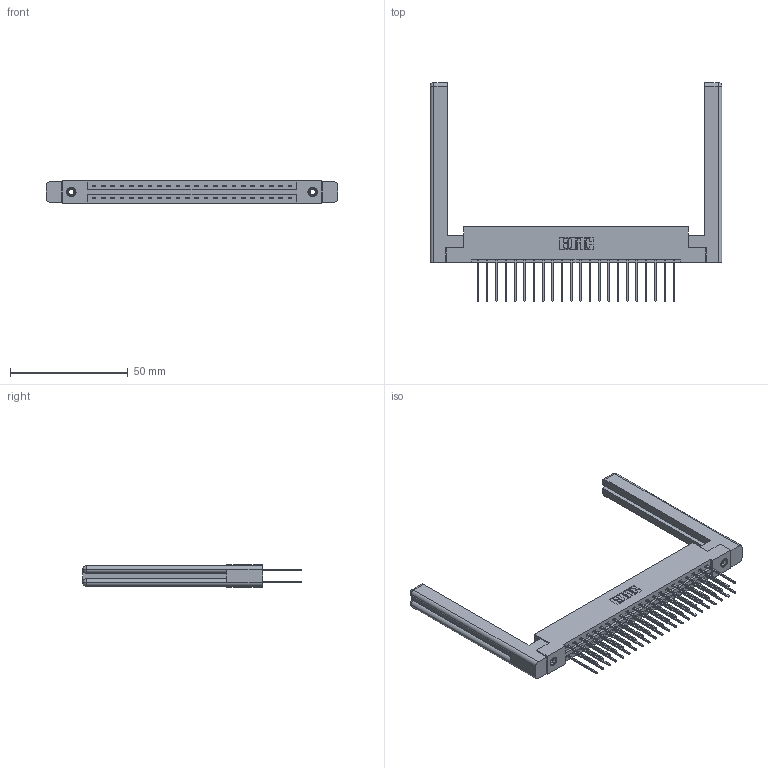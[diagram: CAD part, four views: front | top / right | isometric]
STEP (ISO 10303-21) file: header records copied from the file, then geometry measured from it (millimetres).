
FILE_DESCRIPTION (( 'STEP AP203' ), '1' );
FILE_NAME ('337-044-542-258.STEP', '2019-10-09T13:09:56', ( '' ), ( '' ), 'SwSTEP 2.0', 'SolidWorks 2016', '' );
FILE_SCHEMA (( 'CONFIG_CONTROL_DESIGN' ));
Length unit declared in the file: inch
Products named in the file (5): 307-220-058; 337 Part_Flush Mounting Lugs - 0.156 Dia-TI; 337-044-542-258; 345-292-001_345-293-142; 345-250-001_345-250-001-102
Assembly tree (49 placements, depth 2):
  337-044-542-258
    337 Part_Flush Mounting Lugs - 0.156 Dia-TI
    345-292-001_345-293-142  x44
    345-250-001_345-250-001-102  x2
    307-220-058  x2
Bounding box: 123.8 x 92.72 x 9.4 mm (x, y, z)
Volume: 20128.2 mm3; surface area: 20555.6 mm2
Topology: 49 solids, 49 shells, 2632 faces, 7749 edges, 5094 vertices
Faces by surface type: plane 1826, cylinder 782, cone 12, torus 12
Entity records: 22296 total; most frequent: CARTESIAN_POINT 3781, ORIENTED_EDGE 3656, DIRECTION 3268, EDGE_CURVE 1828, VECTOR 1652, LINE 1652, VERTEX_POINT 1210, AXIS2_PLACEMENT_3D 808
